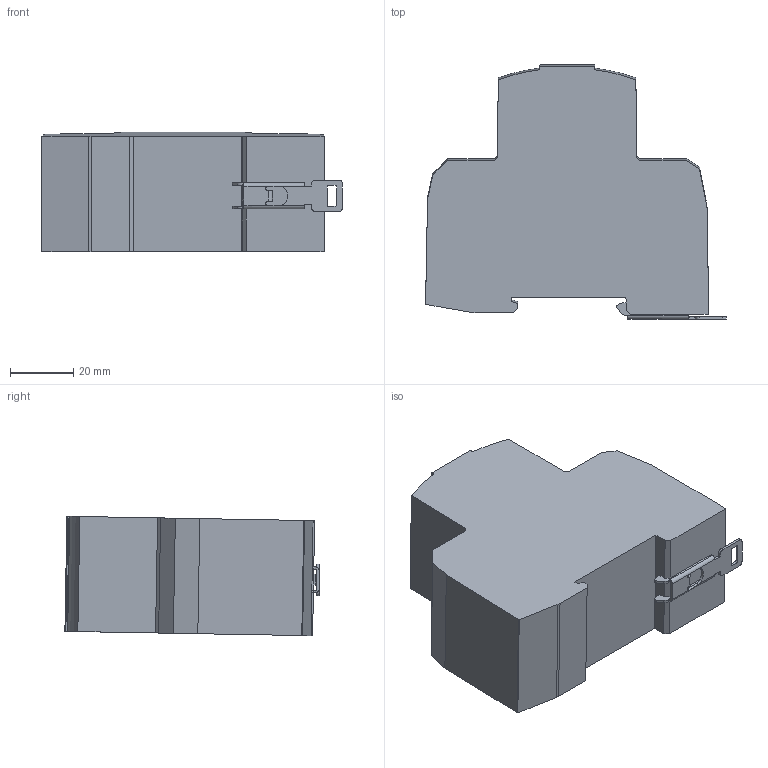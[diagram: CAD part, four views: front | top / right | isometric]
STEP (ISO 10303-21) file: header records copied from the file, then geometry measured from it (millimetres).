
FILE_DESCRIPTION(('Creo Elements/Direct Modeling STEP Export'),'2;1');
FILE_NAME('5095152.stp','2026-04-07T11:54:30',(''),(''),'Creo Elements/Direct Modeling STEP processor for AP214 (Solid Model)','Creo Elements/Direct Modeling 18.0B 02-Dec-2011 (C) Parametric Technology GmbH','');
FILE_SCHEMA(('AUTOMOTIVE_DESIGN { 1 0 10303 214 1 1 1 1 }'));
Length unit declared in the file: millimetre
Products named in the file (3): 5096987_PRT_1-80070.PRT; 5096987_PRT_1-80460.ASM; 5095251.stp
Assembly tree (2 placements, depth 3):
  5095251.stp
    5096987_PRT_1-80460.ASM
      5096987_PRT_1-80070.PRT
Bounding box: 95.39 x 80.61 x 37.87 mm (x, y, z)
Volume: 194364.6 mm3; surface area: 23225.8 mm2
Topology: 1 solids, 1 shells, 237 faces, 694 edges, 459 vertices
Faces by surface type: plane 195, cylinder 36, bspline 4, extrusion 2
Entity records: 8074 total; most frequent: CARTESIAN_POINT 1631, ORIENTED_EDGE 1388, DIRECTION 1216, EDGE_CURVE 694, VECTOR 612, LINE 610, VERTEX_POINT 459, AXIS2_PLACEMENT_3D 302
